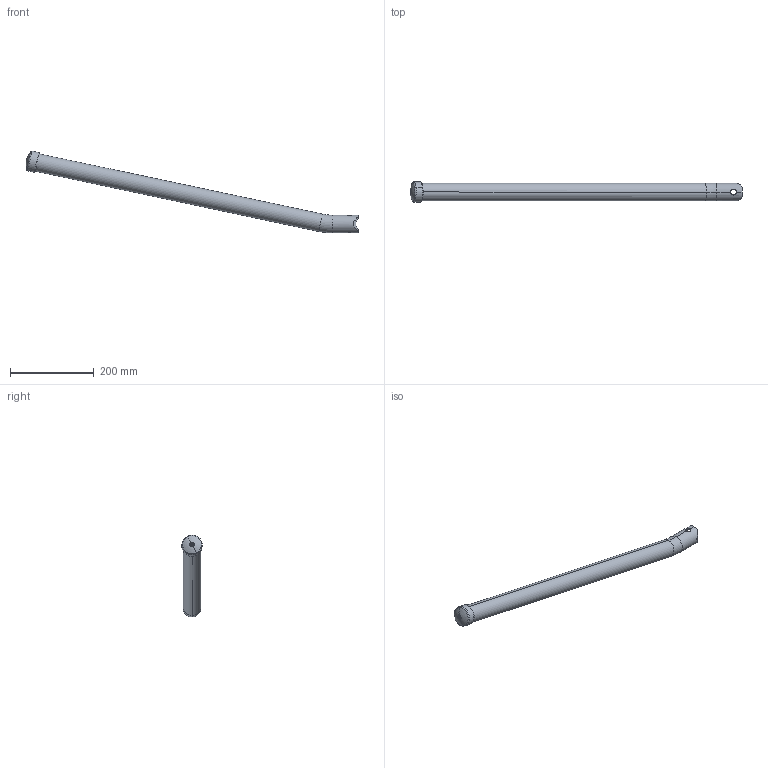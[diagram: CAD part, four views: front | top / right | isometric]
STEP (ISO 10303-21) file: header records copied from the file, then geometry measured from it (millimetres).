
FILE_DESCRIPTION (( 'STEP AP203' ), '1' );
FILE_NAME ('3484-MU103-25_REV_.step', '2026-01-04T05:14:30', ( '' ), ( '' ), 'SwSTEP 2.0', 'SolidWorks 2025', '' );
FILE_SCHEMA (( 'CONFIG_CONTROL_DESIGN' ));
Length unit declared in the file: millimetre
Products named in the file (3): 3484-MU103-25-10_Default<As Machined>; 3484-MU103-25_REV_; OEM-32NB-POSTCAP
Assembly tree (2 placements, depth 2):
  3484-MU103-25_REV_
    3484-MU103-25-10_Default<As Machined>
    OEM-32NB-POSTCAP
Bounding box: 793.7 x 48.45 x 195.69 mm (x, y, z)
Volume: 325987.4 mm3; surface area: 205850.2 mm2
Topology: 2 solids, 2 shells, 40 faces, 96 edges, 52 vertices
Faces by surface type: cylinder 18, torus 14, plane 4, cone 4
Entity records: 1933 total; most frequent: CARTESIAN_POINT 705, DIRECTION 222, ORIENTED_EDGE 184, AXIS2_PLACEMENT_3D 97, EDGE_CURVE 92, VERTEX_POINT 52, CIRCLE 52, EDGE_LOOP 42
